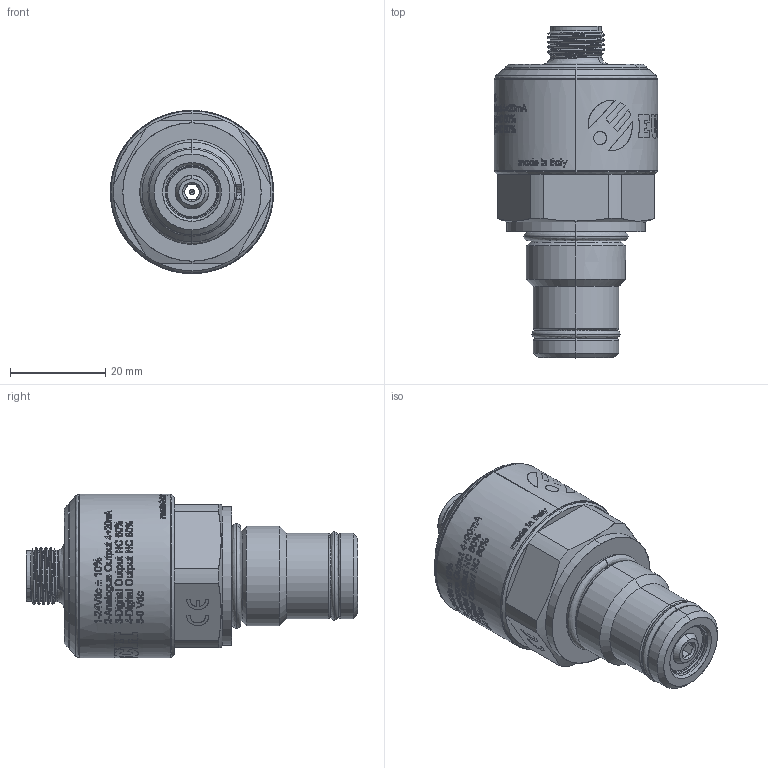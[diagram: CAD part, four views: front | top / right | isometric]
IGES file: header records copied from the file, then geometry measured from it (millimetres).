
Start section: SolidWorks IGES file using analytic representation for surfaces
Global section: file name: 980.IGS; native system: SolidWorks 2019; preprocessor: SolidWorks 2019; author: michele.monastero; date: 200212.160046; units: millimetre
Bounding box: 34.21 x 69.6 x 34.21 mm (x, y, z)
Surface area: 10805.6 mm2 (no closed solid volume)
Topology: 0 solids, 0 shells, 430 faces, 10986 edges, 10986 vertices
Faces by surface type: revolution 245, bspline 185
